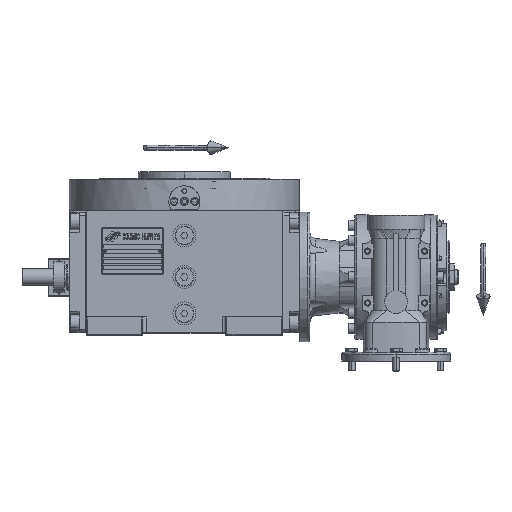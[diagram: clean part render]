
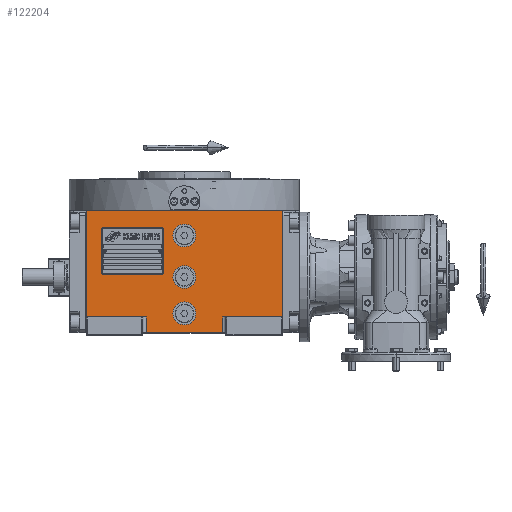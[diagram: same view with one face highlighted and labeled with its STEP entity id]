
A CAD part, top view. The second image highlights one B-rep face of the part: STEP entity #122204.
In plain terms, the highlighted planar face has unit normal (0, 0, 1).
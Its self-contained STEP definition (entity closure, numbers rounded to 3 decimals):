
#1157 = VECTOR ( 'NONE', #51506, 1000. ) ;
#2347 = CARTESIAN_POINT ( 'NONE',  ( -94.5, -38.5, 163.5 ) ) ;
#2685 = EDGE_CURVE ( 'NONE', #80447, #49607, #29682, .T. ) ;
#3981 = DIRECTION ( 'NONE',  ( -1., 0., 0. ) ) ;
#4599 = CIRCLE ( 'NONE', #105568, 11. ) ;
#5098 = DIRECTION ( 'NONE',  ( 1., 0., 0. ) ) ;
#5340 = CARTESIAN_POINT ( 'NONE',  ( 37., -53.5, 163.5 ) ) ;
#6849 = EDGE_CURVE ( 'NONE', #49493, #98760, #52293, .T. ) ;
#7390 = EDGE_LOOP ( 'NONE', ( #101800, #49139 ) ) ;
#8138 = ORIENTED_EDGE ( 'NONE', *, *, #2685, .F. ) ;
#8197 = EDGE_LOOP ( 'NONE', ( #20293, #90409, #23107, #77477, #53403, #21634, #32644, #8138 ) ) ;
#8285 = VERTEX_POINT ( 'NONE', #30979 ) ;
#8719 = CARTESIAN_POINT ( 'NONE',  ( 11., 0., 163.5 ) ) ;
#10911 = CARTESIAN_POINT ( 'NONE',  ( 37., -38.5, 163.5 ) ) ;
#11196 = CIRCLE ( 'NONE', #83290, 11. ) ;
#11269 = CARTESIAN_POINT ( 'NONE',  ( -37., -53.5, 163.5 ) ) ;
#13095 = DIRECTION ( 'NONE',  ( 0., -1., 0. ) ) ;
#15346 = VERTEX_POINT ( 'NONE', #66586 ) ;
#19594 = EDGE_CURVE ( 'NONE', #101735, #66878, #63559, .T. ) ;
#20293 = ORIENTED_EDGE ( 'NONE', *, *, #91364, .T. ) ;
#20807 = DIRECTION ( 'NONE',  ( 0., 0., 1. ) ) ;
#21191 = CIRCLE ( 'NONE', #78825, 11. ) ;
#21526 = CARTESIAN_POINT ( 'NONE',  ( 0., 0., 163.5 ) ) ;
#21634 = ORIENTED_EDGE ( 'NONE', *, *, #30013, .F. ) ;
#22723 = CARTESIAN_POINT ( 'NONE',  ( 0., 40., 163.5 ) ) ;
#23107 = ORIENTED_EDGE ( 'NONE', *, *, #79989, .T. ) ;
#24342 = DIRECTION ( 'NONE',  ( 1., 0., 0. ) ) ;
#26150 = FACE_BOUND ( 'NONE', #53279, .T. ) ;
#27151 = CIRCLE ( 'NONE', #55957, 11. ) ;
#27537 = VECTOR ( 'NONE', #52513, 1000. ) ;
#27657 = VERTEX_POINT ( 'NONE', #5340 ) ;
#28046 = CARTESIAN_POINT ( 'NONE',  ( -94.5, -53.5, 163.5 ) ) ;
#29285 = ORIENTED_EDGE ( 'NONE', *, *, #6849, .F. ) ;
#29682 = LINE ( 'NONE', #69043, #125452 ) ;
#29856 = DIRECTION ( 'NONE',  ( -1., 0., 0. ) ) ;
#29952 = CARTESIAN_POINT ( 'NONE',  ( 37., -38.5, 163.5 ) ) ;
#29981 = VERTEX_POINT ( 'NONE', #53290 ) ;
#30013 = EDGE_CURVE ( 'NONE', #29981, #8285, #110762, .T. ) ;
#30803 = CARTESIAN_POINT ( 'NONE',  ( -11., 0., 163.5 ) ) ;
#30926 = DIRECTION ( 'NONE',  ( 0., 1., 0. ) ) ;
#30979 = CARTESIAN_POINT ( 'NONE',  ( -94.5, 64.5, 163.5 ) ) ;
#31829 = DIRECTION ( 'NONE',  ( -1., 0., 0. ) ) ;
#32644 = ORIENTED_EDGE ( 'NONE', *, *, #106502, .T. ) ;
#32906 = EDGE_CURVE ( 'NONE', #60258, #89772, #4599, .T. ) ;
#32927 = EDGE_CURVE ( 'NONE', #110837, #27657, #60861, .T. ) ;
#32970 = CARTESIAN_POINT ( 'NONE',  ( 0., -35., 163.5 ) ) ;
#33111 = CARTESIAN_POINT ( 'NONE',  ( 94.5, 64.5, 163.5 ) ) ;
#33954 = DIRECTION ( 'NONE',  ( 1., 0., 0. ) ) ;
#35774 = VERTEX_POINT ( 'NONE', #117952 ) ;
#38530 = EDGE_LOOP ( 'NONE', ( #45680, #29285 ) ) ;
#45292 = AXIS2_PLACEMENT_3D ( 'NONE', #48951, #88308, #57985 ) ;
#45680 = ORIENTED_EDGE ( 'NONE', *, *, #125499, .F. ) ;
#46164 = CARTESIAN_POINT ( 'NONE',  ( -11., 40., 163.5 ) ) ;
#46711 = EDGE_CURVE ( 'NONE', #8285, #66878, #113354, .T. ) ;
#47378 = FACE_BOUND ( 'NONE', #38530, .T. ) ;
#48951 = CARTESIAN_POINT ( 'NONE',  ( 0., 40., 163.5 ) ) ;
#49139 = ORIENTED_EDGE ( 'NONE', *, *, #32906, .F. ) ;
#49493 = VERTEX_POINT ( 'NONE', #46164 ) ;
#49607 = VERTEX_POINT ( 'NONE', #59018 ) ;
#51506 = DIRECTION ( 'NONE',  ( 1., 0., 0. ) ) ;
#52293 = CIRCLE ( 'NONE', #72935, 11. ) ;
#52513 = DIRECTION ( 'NONE',  ( 1., 0., 0. ) ) ;
#52914 = AXIS2_PLACEMENT_3D ( 'NONE', #28046, #57681, #115808 ) ;
#53279 = EDGE_LOOP ( 'NONE', ( #53923, #83811 ) ) ;
#53290 = CARTESIAN_POINT ( 'NONE',  ( -94.5, -38.5, 163.5 ) ) ;
#53328 = VECTOR ( 'NONE', #33954, 1000. ) ;
#53403 = ORIENTED_EDGE ( 'NONE', *, *, #46711, .F. ) ;
#53923 = ORIENTED_EDGE ( 'NONE', *, *, #75252, .F. ) ;
#55574 = VECTOR ( 'NONE', #102928, 1000. ) ;
#55593 = CIRCLE ( 'NONE', #45292, 11. ) ;
#55957 = AXIS2_PLACEMENT_3D ( 'NONE', #123210, #93484, #5098 ) ;
#57681 = DIRECTION ( 'NONE',  ( 0., 0., 1. ) ) ;
#57985 = DIRECTION ( 'NONE',  ( 1., 0., 0. ) ) ;
#58181 = VECTOR ( 'NONE', #24342, 1000. ) ;
#59018 = CARTESIAN_POINT ( 'NONE',  ( -37., -38.5, 163.5 ) ) ;
#60258 = VERTEX_POINT ( 'NONE', #30803 ) ;
#60861 = LINE ( 'NONE', #29952, #78739 ) ;
#63559 = LINE ( 'NONE', #82242, #55574 ) ;
#63626 = DIRECTION ( 'NONE',  ( 0., 1., 0. ) ) ;
#64591 = CARTESIAN_POINT ( 'NONE',  ( 94.5, -38.5, 163.5 ) ) ;
#66586 = CARTESIAN_POINT ( 'NONE',  ( -11., -35., 163.5 ) ) ;
#66878 = VERTEX_POINT ( 'NONE', #33111 ) ;
#69043 = CARTESIAN_POINT ( 'NONE',  ( -37., -53.5, 163.5 ) ) ;
#69498 = CARTESIAN_POINT ( 'NONE',  ( -37., -53.5, 163.5 ) ) ;
#72935 = AXIS2_PLACEMENT_3D ( 'NONE', #22723, #121461, #3981 ) ;
#75252 = EDGE_CURVE ( 'NONE', #35774, #15346, #21191, .T. ) ;
#75491 = VECTOR ( 'NONE', #63626, 1000. ) ;
#77477 = ORIENTED_EDGE ( 'NONE', *, *, #19594, .T. ) ;
#78739 = VECTOR ( 'NONE', #13095, 1000. ) ;
#78825 = AXIS2_PLACEMENT_3D ( 'NONE', #32970, #119493, #90380 ) ;
#79594 = CARTESIAN_POINT ( 'NONE',  ( 11., 40., 163.5 ) ) ;
#79989 = EDGE_CURVE ( 'NONE', #110837, #101735, #108403, .T. ) ;
#80447 = VERTEX_POINT ( 'NONE', #69498 ) ;
#82242 = CARTESIAN_POINT ( 'NONE',  ( 94.5, -38.5, 163.5 ) ) ;
#83290 = AXIS2_PLACEMENT_3D ( 'NONE', #107933, #20807, #29856 ) ;
#83811 = ORIENTED_EDGE ( 'NONE', *, *, #98225, .F. ) ;
#86344 = CARTESIAN_POINT ( 'NONE',  ( 37., -38.5, 163.5 ) ) ;
#86714 = PLANE ( 'NONE',  #52914 ) ;
#88308 = DIRECTION ( 'NONE',  ( 0., 0., 1. ) ) ;
#89772 = VERTEX_POINT ( 'NONE', #8719 ) ;
#90380 = DIRECTION ( 'NONE',  ( 1., 0., 0. ) ) ;
#90409 = ORIENTED_EDGE ( 'NONE', *, *, #32927, .F. ) ;
#91225 = LINE ( 'NONE', #11269, #27537 ) ;
#91364 = EDGE_CURVE ( 'NONE', #80447, #27657, #91225, .T. ) ;
#93484 = DIRECTION ( 'NONE',  ( 0., 0., 1. ) ) ;
#96404 = FACE_BOUND ( 'NONE', #7390, .T. ) ;
#98225 = EDGE_CURVE ( 'NONE', #15346, #35774, #11196, .T. ) ;
#98760 = VERTEX_POINT ( 'NONE', #79594 ) ;
#101735 = VERTEX_POINT ( 'NONE', #64591 ) ;
#101800 = ORIENTED_EDGE ( 'NONE', *, *, #116997, .F. ) ;
#102928 = DIRECTION ( 'NONE',  ( 0., 1., 0. ) ) ;
#105568 = AXIS2_PLACEMENT_3D ( 'NONE', #21526, #118992, #31829 ) ;
#106502 = EDGE_CURVE ( 'NONE', #29981, #49607, #122374, .T. ) ;
#107933 = CARTESIAN_POINT ( 'NONE',  ( 0., -35., 163.5 ) ) ;
#108403 = LINE ( 'NONE', #10911, #1157 ) ;
#110762 = LINE ( 'NONE', #2347, #75491 ) ;
#110837 = VERTEX_POINT ( 'NONE', #86344 ) ;
#112727 = CARTESIAN_POINT ( 'NONE',  ( -94.5, 64.5, 163.5 ) ) ;
#113354 = LINE ( 'NONE', #112727, #58181 ) ;
#115808 = DIRECTION ( 'NONE',  ( 1., 0., 0. ) ) ;
#116997 = EDGE_CURVE ( 'NONE', #89772, #60258, #27151, .T. ) ;
#117952 = CARTESIAN_POINT ( 'NONE',  ( 11., -35., 163.5 ) ) ;
#118992 = DIRECTION ( 'NONE',  ( 0., 0., 1. ) ) ;
#119493 = DIRECTION ( 'NONE',  ( 0., 0., 1. ) ) ;
#121461 = DIRECTION ( 'NONE',  ( 0., 0., 1. ) ) ;
#122204 = ADVANCED_FACE ( 'NONE', ( #96404, #26150, #47378, #126801 ), #86714, .T. ) ;
#122374 = LINE ( 'NONE', #123008, #53328 ) ;
#123008 = CARTESIAN_POINT ( 'NONE',  ( -94.5, -38.5, 163.5 ) ) ;
#123210 = CARTESIAN_POINT ( 'NONE',  ( 0., 0., 163.5 ) ) ;
#125452 = VECTOR ( 'NONE', #30926, 1000. ) ;
#125499 = EDGE_CURVE ( 'NONE', #98760, #49493, #55593, .T. ) ;
#126801 = FACE_OUTER_BOUND ( 'NONE', #8197, .T. ) ;
